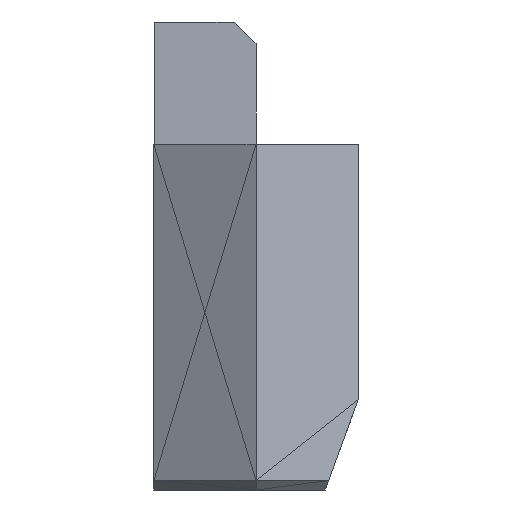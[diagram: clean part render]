
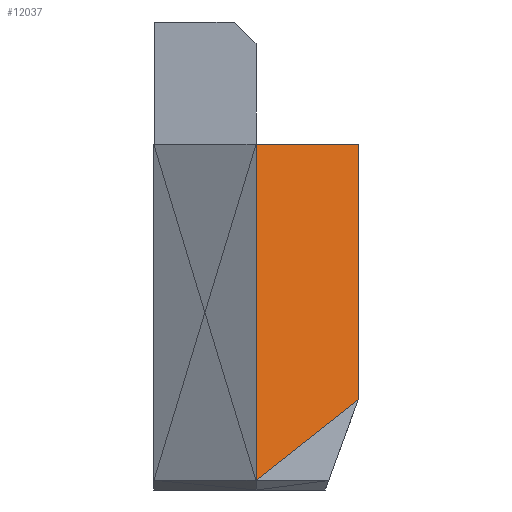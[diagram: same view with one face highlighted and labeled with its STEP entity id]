
A CAD part, left-side view. The second image highlights one B-rep face of the part: STEP entity #12037.
In plain terms, the highlighted planar face has unit normal (-0.866, -0.5, 0).
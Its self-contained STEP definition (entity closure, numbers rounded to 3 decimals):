
#863 = PLANE('',#864);
#864 = AXIS2_PLACEMENT_3D('',#865,#866,#867);
#865 = CARTESIAN_POINT('',(-12.333,1.203,17.));
#866 = DIRECTION('',(0.,0.,1.));
#867 = DIRECTION('',(1.,0.,0.));
#4901 = VERTEX_POINT('',#4902);
#4902 = CARTESIAN_POINT('',(-19.4,-0.001,
    0.482));
#4947 = PLANE('',#4948);
#4948 = AXIS2_PLACEMENT_3D('',#4949,#4950,#4951);
#4949 = CARTESIAN_POINT('',(-19.027,0.645,
    8.741));
#4950 = DIRECTION('',(-0.866,0.5,0.));
#4951 = DIRECTION('',(-0.5,-0.866,0.));
#5037 = VERTEX_POINT('',#5038);
#5038 = CARTESIAN_POINT('',(-16.5,-5.023,4.452));
#5058 = PLANE('',#5059);
#5059 = AXIS2_PLACEMENT_3D('',#5060,#5061,#5062);
#5060 = CARTESIAN_POINT('',(-13.601,-5.023,
    10.726));
#5061 = DIRECTION('',(-0.,-1.,-0.));
#5062 = DIRECTION('',(0.,0.,-1.));
#5209 = PLANE('',#5210);
#5210 = AXIS2_PLACEMENT_3D('',#5211,#5212,#5213);
#5211 = CARTESIAN_POINT('',(-17.774,-2.817,
    1.934));
#5212 = DIRECTION('',(-0.866,-0.5,0.
    ));
#5213 = DIRECTION('',(0.5,-0.866,0.));
#5299 = EDGE_CURVE('',#5037,#4901,#5300,.T.);
#5300 = SURFACE_CURVE('',#5301,(#5305,#5312),.PCURVE_S1.);
#5301 = LINE('',#5302,#5303);
#5302 = CARTESIAN_POINT('',(-16.5,-5.023,4.452));
#5303 = VECTOR('',#5304,1.);
#5304 = DIRECTION('',(-0.413,0.715,-0.565));
#5305 = PCURVE('',#5209,#5306);
#5306 = DEFINITIONAL_REPRESENTATION('',(#5307),#5311);
#5307 = LINE('',#5308,#5309);
#5308 = CARTESIAN_POINT('',(2.547,2.518));
#5309 = VECTOR('',#5310,1.);
#5310 = DIRECTION('',(-0.825,-0.565));
#5311 = ( GEOMETRIC_REPRESENTATION_CONTEXT(2) 
PARAMETRIC_REPRESENTATION_CONTEXT() REPRESENTATION_CONTEXT('2D SPACE',''
  ) );
#5312 = PCURVE('',#5313,#5318);
#5313 = PLANE('',#5314);
#5314 = AXIS2_PLACEMENT_3D('',#5315,#5316,#5317);
#5315 = CARTESIAN_POINT('',(-18.087,-2.274,
    9.426));
#5316 = DIRECTION('',(-0.866,-0.5,0.));
#5317 = DIRECTION('',(0.5,-0.866,0.));
#5318 = DEFINITIONAL_REPRESENTATION('',(#5319),#5323);
#5319 = LINE('',#5320,#5321);
#5320 = CARTESIAN_POINT('',(3.174,-4.974));
#5321 = VECTOR('',#5322,1.);
#5322 = DIRECTION('',(-0.825,-0.565));
#5323 = ( GEOMETRIC_REPRESENTATION_CONTEXT(2) 
PARAMETRIC_REPRESENTATION_CONTEXT() REPRESENTATION_CONTEXT('2D SPACE',''
  ) );
#10591 = EDGE_CURVE('',#10592,#10594,#10596,.T.);
#10592 = VERTEX_POINT('',#10593);
#10593 = CARTESIAN_POINT('',(-19.4,-0.001,17.));
#10594 = VERTEX_POINT('',#10595);
#10595 = CARTESIAN_POINT('',(-16.5,-5.023,17.));
#10596 = SURFACE_CURVE('',#10597,(#10601,#10608),.PCURVE_S1.);
#10597 = LINE('',#10598,#10599);
#10598 = CARTESIAN_POINT('',(-19.4,-0.001,17.));
#10599 = VECTOR('',#10600,1.);
#10600 = DIRECTION('',(0.5,-0.866,0.));
#10601 = PCURVE('',#863,#10602);
#10602 = DEFINITIONAL_REPRESENTATION('',(#10603),#10607);
#10603 = LINE('',#10604,#10605);
#10604 = CARTESIAN_POINT('',(-7.067,-1.204));
#10605 = VECTOR('',#10606,1.);
#10606 = DIRECTION('',(0.5,-0.866));
#10607 = ( GEOMETRIC_REPRESENTATION_CONTEXT(2) 
PARAMETRIC_REPRESENTATION_CONTEXT() REPRESENTATION_CONTEXT('2D SPACE',''
  ) );
#10608 = PCURVE('',#5313,#10609);
#10609 = DEFINITIONAL_REPRESENTATION('',(#10610),#10614);
#10610 = LINE('',#10611,#10612);
#10611 = CARTESIAN_POINT('',(-2.625,7.574));
#10612 = VECTOR('',#10613,1.);
#10613 = DIRECTION('',(1.,0.));
#10614 = ( GEOMETRIC_REPRESENTATION_CONTEXT(2) 
PARAMETRIC_REPRESENTATION_CONTEXT() REPRESENTATION_CONTEXT('2D SPACE',''
  ) );
#11896 = EDGE_CURVE('',#4901,#10592,#11897,.T.);
#11897 = SURFACE_CURVE('',#11898,(#11902,#11909),.PCURVE_S1.);
#11898 = LINE('',#11899,#11900);
#11899 = CARTESIAN_POINT('',(-19.4,-0.001,
    0.482));
#11900 = VECTOR('',#11901,1.);
#11901 = DIRECTION('',(0.,0.,1.));
#11902 = PCURVE('',#4947,#11903);
#11903 = DEFINITIONAL_REPRESENTATION('',(#11904),#11908);
#11904 = LINE('',#11905,#11906);
#11905 = CARTESIAN_POINT('',(0.746,-8.259));
#11906 = VECTOR('',#11907,1.);
#11907 = DIRECTION('',(0.,1.));
#11908 = ( GEOMETRIC_REPRESENTATION_CONTEXT(2) 
PARAMETRIC_REPRESENTATION_CONTEXT() REPRESENTATION_CONTEXT('2D SPACE',''
  ) );
#11909 = PCURVE('',#5313,#11910);
#11910 = DEFINITIONAL_REPRESENTATION('',(#11911),#11915);
#11911 = LINE('',#11912,#11913);
#11912 = CARTESIAN_POINT('',(-2.625,-8.944));
#11913 = VECTOR('',#11914,1.);
#11914 = DIRECTION('',(0.,1.));
#11915 = ( GEOMETRIC_REPRESENTATION_CONTEXT(2) 
PARAMETRIC_REPRESENTATION_CONTEXT() REPRESENTATION_CONTEXT('2D SPACE',''
  ) );
#12015 = EDGE_CURVE('',#10594,#5037,#12016,.T.);
#12016 = SURFACE_CURVE('',#12017,(#12021,#12028),.PCURVE_S1.);
#12017 = LINE('',#12018,#12019);
#12018 = CARTESIAN_POINT('',(-16.5,-5.023,17.));
#12019 = VECTOR('',#12020,1.);
#12020 = DIRECTION('',(0.,0.,-1.));
#12021 = PCURVE('',#5058,#12022);
#12022 = DEFINITIONAL_REPRESENTATION('',(#12023),#12027);
#12023 = LINE('',#12024,#12025);
#12024 = CARTESIAN_POINT('',(-6.274,-2.899));
#12025 = VECTOR('',#12026,1.);
#12026 = DIRECTION('',(1.,0.));
#12027 = ( GEOMETRIC_REPRESENTATION_CONTEXT(2) 
PARAMETRIC_REPRESENTATION_CONTEXT() REPRESENTATION_CONTEXT('2D SPACE',''
  ) );
#12028 = PCURVE('',#5313,#12029);
#12029 = DEFINITIONAL_REPRESENTATION('',(#12030),#12034);
#12030 = LINE('',#12031,#12032);
#12031 = CARTESIAN_POINT('',(3.174,7.574));
#12032 = VECTOR('',#12033,1.);
#12033 = DIRECTION('',(0.,-1.));
#12034 = ( GEOMETRIC_REPRESENTATION_CONTEXT(2) 
PARAMETRIC_REPRESENTATION_CONTEXT() REPRESENTATION_CONTEXT('2D SPACE',''
  ) );
#12037 = ADVANCED_FACE('',(#12038),#5313,.T.);
#12038 = FACE_BOUND('',#12039,.T.);
#12039 = EDGE_LOOP('',(#12040,#12041,#12042,#12043));
#12040 = ORIENTED_EDGE('',*,*,#11896,.F.);
#12041 = ORIENTED_EDGE('',*,*,#5299,.F.);
#12042 = ORIENTED_EDGE('',*,*,#12015,.F.);
#12043 = ORIENTED_EDGE('',*,*,#10591,.F.);
